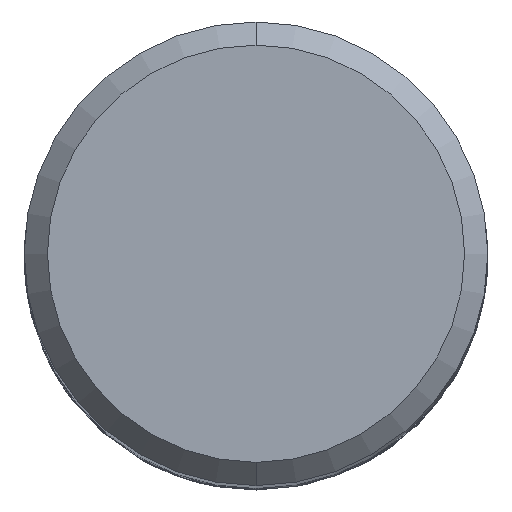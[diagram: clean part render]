
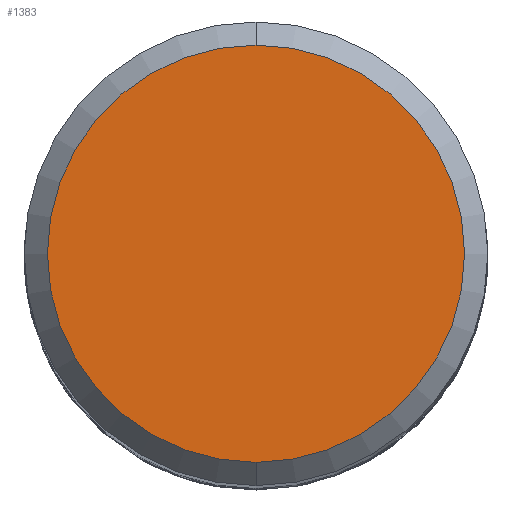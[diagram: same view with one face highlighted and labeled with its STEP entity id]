
A CAD part, top view. The second image highlights one B-rep face of the part: STEP entity #1383.
In plain terms, the highlighted planar face has unit normal (0, 0, 1).
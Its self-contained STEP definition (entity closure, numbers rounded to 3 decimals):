
#621=VERTEX_POINT('',#1636);
#957=EDGE_CURVE('',#621,#1031,#2000,.T.);
#1031=VERTEX_POINT('',#2082);
#1213=EDGE_CURVE('',#1031,#621,#2286,.T.);
#1383=ADVANCED_FACE('',(#2467),#2468,.T.);
#1636=CARTESIAN_POINT('',(0.,-7.2,0.0));
#2000=CIRCLE('',#7351,7.2);
#2082=CARTESIAN_POINT('',(0.0,7.2,0.0));
#2286=CIRCLE('',#9279,7.2);
#2467=FACE_OUTER_BOUND('',#10327,.T.);
#2468=PLANE('',#10328);
#7351=AXIS2_PLACEMENT_3D('',#12157,#12158,#12159);
#9279=AXIS2_PLACEMENT_3D('',#12489,#12490,#12491);
#10327=EDGE_LOOP('',(#12630,#12631));
#10328=AXIS2_PLACEMENT_3D('',#12632,#12633,#12634);
#12157=CARTESIAN_POINT('',(0.0,0.0,0.0));
#12158=DIRECTION('',(0.0,0.0,-1.0));
#12159=DIRECTION('',(0.0,1.0,0.0));
#12489=CARTESIAN_POINT('',(0.0,0.0,0.0));
#12490=DIRECTION('',(0.0,0.0,-1.0));
#12491=DIRECTION('',(0.0,1.0,0.0));
#12630=ORIENTED_EDGE('',*,*,#1213,.F.);
#12631=ORIENTED_EDGE('',*,*,#957,.F.);
#12632=CARTESIAN_POINT('',(0.0,3.6,0.0));
#12633=DIRECTION('',(-0.0,0.0,1.0));
#12634=DIRECTION('',(0.0,-1.0,0.0));
